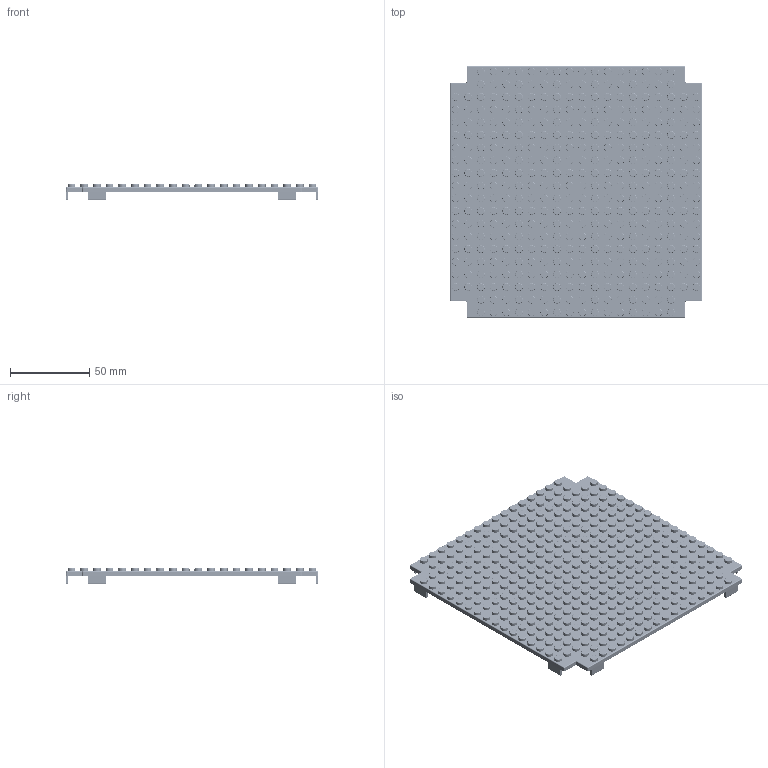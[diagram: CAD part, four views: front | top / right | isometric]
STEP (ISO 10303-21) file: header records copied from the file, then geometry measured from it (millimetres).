
FILE_DESCRIPTION (( 'STEP AP203' ), '1' );
FILE_NAME ('10-10023d.step', '2014-04-13T23:21:33', ( 'Nicholas Morozovsky' ), ( '' ), 'SwSTEP 2.0', 'SolidWorks 2012', '' );
FILE_SCHEMA (( 'CONFIG_CONTROL_DESIGN' ));
Products named in the file (1): 10-10023d
Bounding box: 159 x 159 x 9.86 mm (x, y, z)
Volume: 52305.7 mm3; surface area: 69553.3 mm2
Topology: 1 solids, 1 shells, 3306 faces, 6708 edges, 4176 vertices
Faces by surface type: cylinder 1604, plane 918, torus 768, bspline 8, sphere 8
Entity records: 88085 total; most frequent: DIRECTION 17866, CARTESIAN_POINT 14531, ORIENTED_EDGE 13416, AXIS2_PLACEMENT_3D 7943, EDGE_CURVE 6708, CIRCLE 4644, VERTEX_POINT 4176, EDGE_LOOP 4078
